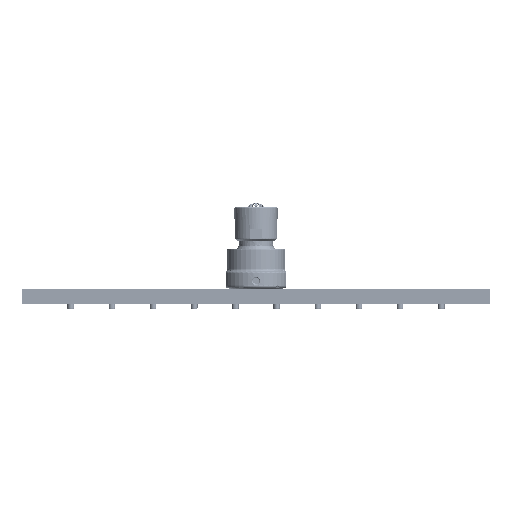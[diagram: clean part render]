
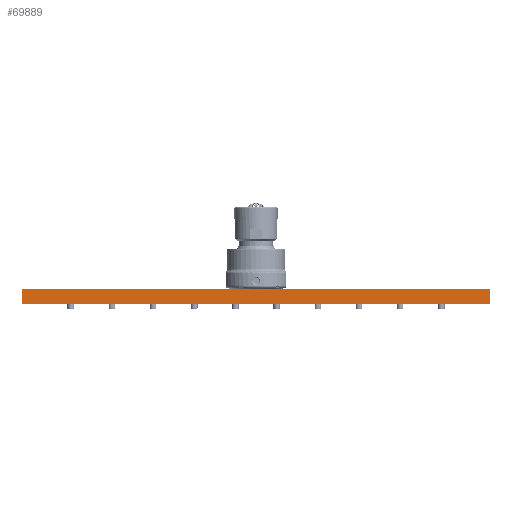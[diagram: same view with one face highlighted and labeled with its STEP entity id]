
A CAD part, left-side view. The second image highlights one B-rep face of the part: STEP entity #69889.
In plain terms, the highlighted planar face has unit normal (-1, 0, 0).
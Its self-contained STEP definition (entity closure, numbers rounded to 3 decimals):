
#14050=FACE_OUTER_BOUND('',#18317,.T.);
#18317=EDGE_LOOP('',(#51542,#51543,#51544,#51545));
#22561=LINE('',#106534,#25064);
#22565=LINE('',#106742,#25068);
#22566=LINE('',#106744,#25069);
#22567=LINE('',#106745,#25070);
#25064=VECTOR('',#86446,250.);
#25068=VECTOR('',#86652,8.);
#25069=VECTOR('',#86653,250.);
#25070=VECTOR('',#86654,8.);
#28250=VERTEX_POINT('',#106532);
#28251=VERTEX_POINT('',#106533);
#28354=VERTEX_POINT('',#106741);
#28355=VERTEX_POINT('',#106743);
#36623=EDGE_CURVE('',#28250,#28251,#22561,.T.);
#36727=EDGE_CURVE('',#28251,#28354,#22565,.T.);
#36728=EDGE_CURVE('',#28355,#28354,#22566,.T.);
#36729=EDGE_CURVE('',#28250,#28355,#22567,.T.);
#51542=ORIENTED_EDGE('',*,*,#36623,.T.);
#51543=ORIENTED_EDGE('',*,*,#36727,.T.);
#51544=ORIENTED_EDGE('',*,*,#36728,.F.);
#51545=ORIENTED_EDGE('',*,*,#36729,.F.);
#68245=PLANE('',#75394);
#69889=ADVANCED_FACE('',(#14050),#68245,.T.);
#75394=AXIS2_PLACEMENT_3D('',#106740,#86650,#86651);
#86446=DIRECTION('',(0.,-1.,0.));
#86650=DIRECTION('center_axis',(-1.,0.,0.));
#86651=DIRECTION('ref_axis',(0.,-1.,0.));
#86652=DIRECTION('',(0.,0.,1.));
#86653=DIRECTION('',(0.,-1.,0.));
#86654=DIRECTION('',(0.,0.,1.));
#106532=CARTESIAN_POINT('',(45.,0.,-252.571));
#106533=CARTESIAN_POINT('',(45.,-250.,-252.571));
#106534=CARTESIAN_POINT('',(45.,0.,-252.571));
#106740=CARTESIAN_POINT('Origin',(45.,0.,-252.571));
#106741=CARTESIAN_POINT('',(45.,-250.,-244.571));
#106742=CARTESIAN_POINT('',(45.,-250.,-252.571));
#106743=CARTESIAN_POINT('',(45.,0.,-244.571));
#106744=CARTESIAN_POINT('',(45.,0.,-244.571));
#106745=CARTESIAN_POINT('',(45.,0.,-252.571));
